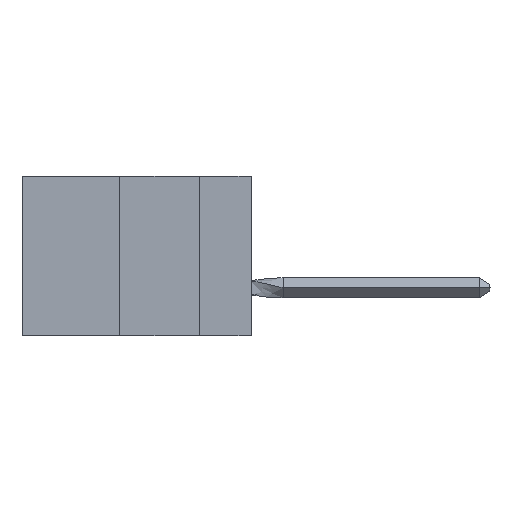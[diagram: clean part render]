
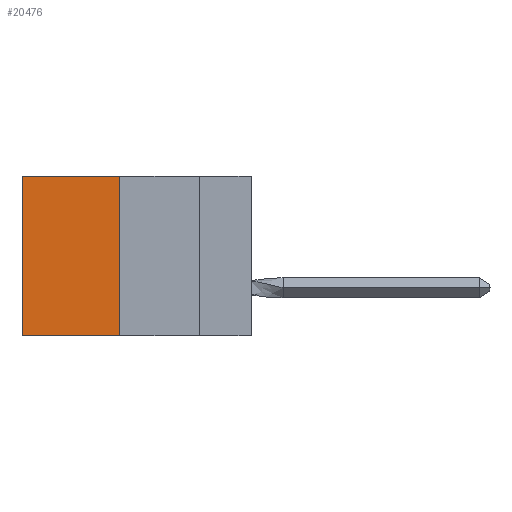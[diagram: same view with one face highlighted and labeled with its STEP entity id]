
A CAD part, left-side view. The second image highlights one B-rep face of the part: STEP entity #20476.
In plain terms, the highlighted planar face has unit normal (-1, 0, 0).
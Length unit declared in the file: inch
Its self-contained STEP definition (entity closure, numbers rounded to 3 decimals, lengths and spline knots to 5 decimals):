
#1559 = EDGE_CURVE ( 'NONE', #26078, #26093, #3018, .T. ) ;
#2077 = CARTESIAN_POINT ( 'NONE',  ( 0.305, 0.413, 0. ) ) ;
#2287 = EDGE_CURVE ( 'NONE', #26093, #31947, #12011, .T. ) ;
#2650 = VECTOR ( 'NONE', #8708, 39.37008 ) ;
#3018 = LINE ( 'NONE', #29325, #2650 ) ;
#3039 = CARTESIAN_POINT ( 'NONE',  ( 0.305, 0.413, -0.5 ) ) ;
#3156 = PLANE ( 'NONE',  #23759 ) ;
#3571 = CARTESIAN_POINT ( 'NONE',  ( 0.305, 0.413, 0. ) ) ;
#7720 = DIRECTION ( 'NONE',  ( 0., 1., 0. ) ) ;
#8708 = DIRECTION ( 'NONE',  ( 0., 0., -1. ) ) ;
#10074 = DIRECTION ( 'NONE',  ( 0., 0., -1. ) ) ;
#10094 = CARTESIAN_POINT ( 'NONE',  ( 0.305, 0.72, -0.5 ) ) ;
#11430 = EDGE_LOOP ( 'NONE', ( #20746, #21848, #26451, #29981 ) ) ;
#11599 = VERTEX_POINT ( 'NONE', #32134 ) ;
#12011 = LINE ( 'NONE', #14760, #25865 ) ;
#12729 = DIRECTION ( 'NONE',  ( 0., 0., -1. ) ) ;
#13715 = VECTOR ( 'NONE', #10074, 39.37008 ) ;
#14760 = CARTESIAN_POINT ( 'NONE',  ( 0.305, 0.413, -0.5 ) ) ;
#14805 = VECTOR ( 'NONE', #18383, 39.37008 ) ;
#17429 = CARTESIAN_POINT ( 'NONE',  ( 0.305, 0.413, -0.5 ) ) ;
#18383 = DIRECTION ( 'NONE',  ( 0., 1., 0. ) ) ;
#18764 = EDGE_CURVE ( 'NONE', #26078, #11599, #21141, .T. ) ;
#20396 = EDGE_CURVE ( 'NONE', #11599, #31947, #30009, .T. ) ;
#20456 = DIRECTION ( 'NONE',  ( 1., 0., 0. ) ) ;
#20476 = ADVANCED_FACE ( 'NONE', ( #23178 ), #3156, .F. ) ;
#20746 = ORIENTED_EDGE ( 'NONE', *, *, #20396, .T. ) ;
#21141 = LINE ( 'NONE', #3571, #14805 ) ;
#21848 = ORIENTED_EDGE ( 'NONE', *, *, #2287, .F. ) ;
#23178 = FACE_OUTER_BOUND ( 'NONE', #11430, .T. ) ;
#23759 = AXIS2_PLACEMENT_3D ( 'NONE', #3039, #20456, #12729 ) ;
#25865 = VECTOR ( 'NONE', #7720, 39.37008 ) ;
#26078 = VERTEX_POINT ( 'NONE', #2077 ) ;
#26093 = VERTEX_POINT ( 'NONE', #17429 ) ;
#26451 = ORIENTED_EDGE ( 'NONE', *, *, #1559, .F. ) ;
#29325 = CARTESIAN_POINT ( 'NONE',  ( 0.305, 0.413, -0.5 ) ) ;
#29981 = ORIENTED_EDGE ( 'NONE', *, *, #18764, .T. ) ;
#30009 = LINE ( 'NONE', #32503, #13715 ) ;
#31947 = VERTEX_POINT ( 'NONE', #10094 ) ;
#32134 = CARTESIAN_POINT ( 'NONE',  ( 0.305, 0.72, 0. ) ) ;
#32503 = CARTESIAN_POINT ( 'NONE',  ( 0.305, 0.72, -0.5 ) ) ;
